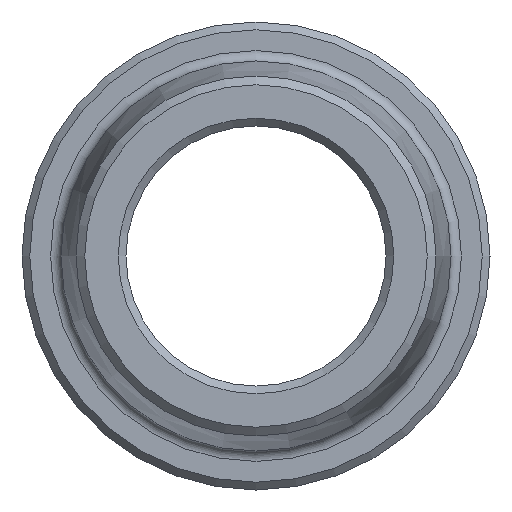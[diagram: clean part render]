
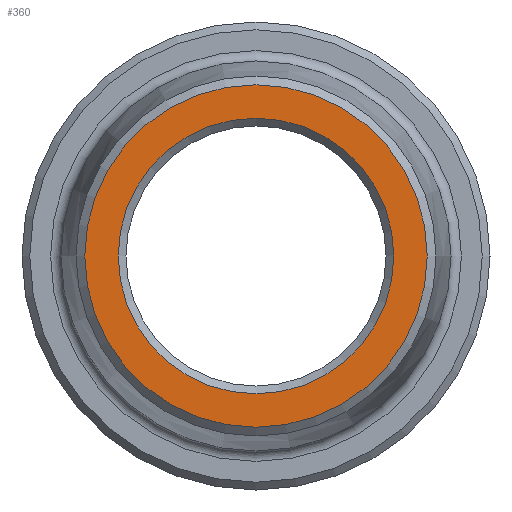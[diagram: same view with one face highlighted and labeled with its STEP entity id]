
A CAD part, left-side view. The second image highlights one B-rep face of the part: STEP entity #360.
In plain terms, the highlighted planar face has unit normal (-1, 0, 0).
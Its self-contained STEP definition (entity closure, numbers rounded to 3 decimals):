
#23=FACE_BOUND('',#64,.T.);
#30=PLANE('',#408);
#38=FACE_OUTER_BOUND('',#63,.T.);
#63=EDGE_LOOP('',(#250));
#64=EDGE_LOOP('',(#251));
#120=CIRCLE('',#405,5.3);
#123=CIRCLE('',#409,6.586);
#159=VERTEX_POINT('',#613);
#162=VERTEX_POINT('',#621);
#193=EDGE_CURVE('',#159,#159,#120,.T.);
#197=EDGE_CURVE('',#162,#162,#123,.T.);
#250=ORIENTED_EDGE('',*,*,#197,.F.);
#251=ORIENTED_EDGE('',*,*,#193,.F.);
#360=ADVANCED_FACE('',(#38,#23),#30,.T.);
#405=AXIS2_PLACEMENT_3D('',#614,#472,#473);
#408=AXIS2_PLACEMENT_3D('',#620,#479,#480);
#409=AXIS2_PLACEMENT_3D('',#622,#481,#482);
#472=DIRECTION('center_axis',(-1.,0.,0.));
#473=DIRECTION('ref_axis',(0.,-1.,0.));
#479=DIRECTION('center_axis',(-1.,0.,0.));
#480=DIRECTION('ref_axis',(0.,0.,1.));
#481=DIRECTION('center_axis',(1.,0.,0.));
#482=DIRECTION('ref_axis',(0.,-1.,0.));
#613=CARTESIAN_POINT('',(-35.,5.3,0.));
#614=CARTESIAN_POINT('Origin',(-35.,0.,0.));
#620=CARTESIAN_POINT('Origin',(-35.,6.886,0.));
#621=CARTESIAN_POINT('',(-35.,6.586,0.));
#622=CARTESIAN_POINT('Origin',(-35.,0.,0.));
